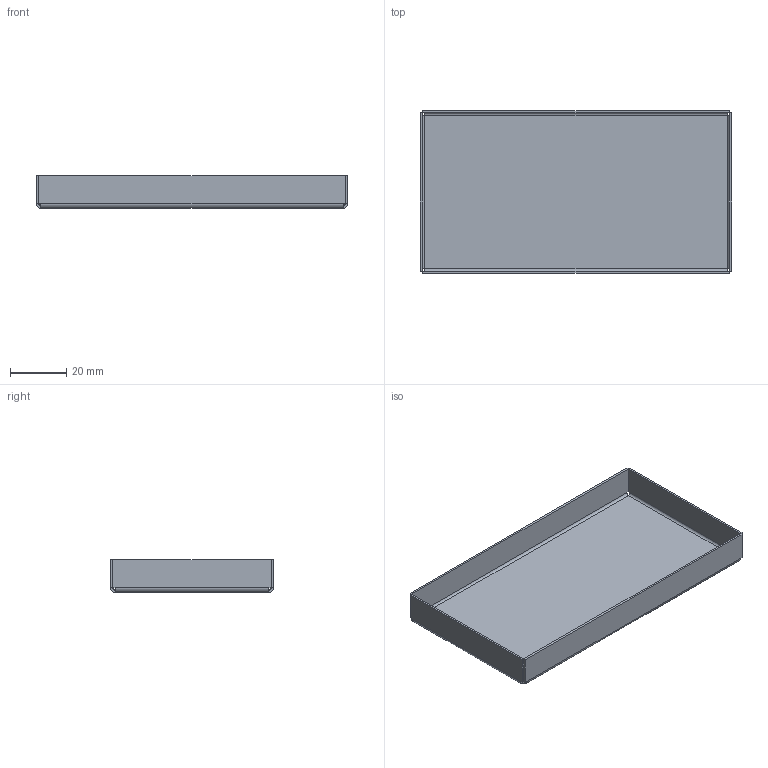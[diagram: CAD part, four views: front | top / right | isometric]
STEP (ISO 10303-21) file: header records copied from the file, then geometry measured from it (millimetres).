
FILE_DESCRIPTION(('FreeCAD Model'),'2;1');
FILE_NAME('Open CASCADE Shape Model','2024-04-08T14:13:38',(''),(''), 'Open CASCADE STEP processor 7.6','FreeCAD','Unknown');
FILE_SCHEMA(('AUTOMOTIVE_DESIGN { 1 0 10303 214 1 1 1 1 }'));
Length unit declared in the file: millimetre
Products named in the file (1): Body
Bounding box: 110.65 x 57.95 x 11.6 mm (x, y, z)
Volume: 7841.9 mm3; surface area: 19950.6 mm2
Topology: 1 solids, 1 shells, 46 faces, 96 edges, 48 vertices
Faces by surface type: plane 38, cylinder 8
Entity records: 1190 total; most frequent: DIRECTION 206, ORIENTED_EDGE 200, CARTESIAN_POINT 191, EDGE_CURVE 96, LINE 80, VECTOR 80, AXIS2_PLACEMENT_3D 63, VERTEX_POINT 48
